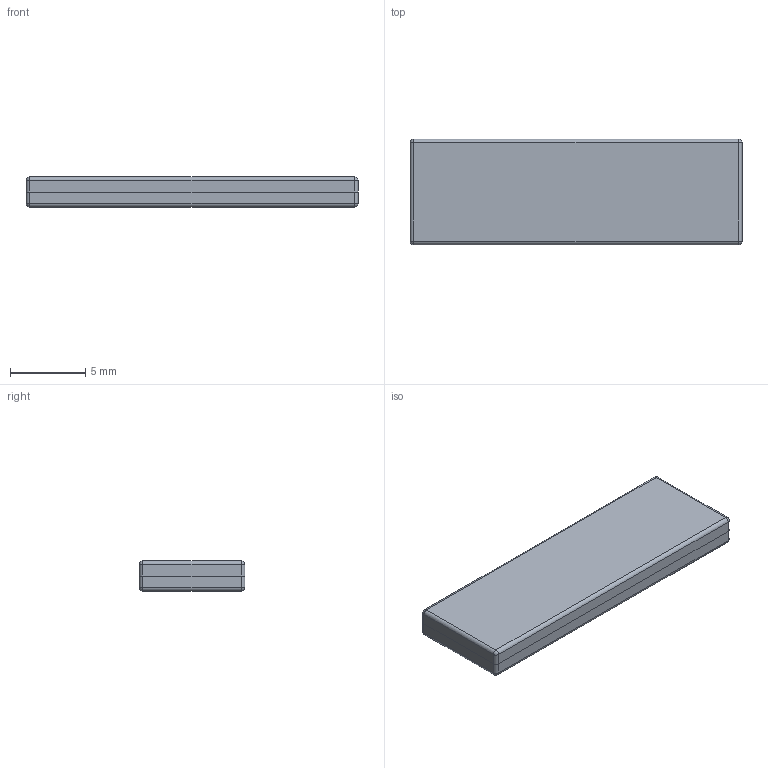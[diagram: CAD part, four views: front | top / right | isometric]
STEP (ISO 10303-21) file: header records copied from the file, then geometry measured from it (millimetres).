
FILE_DESCRIPTION(('FreeCAD Model'),'2;1');
FILE_NAME('Open CASCADE Shape Model','2023-08-09T16:04:30',(''),(''), 'Open CASCADE STEP processor 7.6','FreeCAD','Unknown');
FILE_SCHEMA(('AUTOMOTIVE_DESIGN { 1 0 10303 214 1 1 1 1 }'));
Length unit declared in the file: millimetre
Products named in the file (3): Batt_Sol_Anysolar_KXOB25; Cell; Cover
Assembly tree (2 placements, depth 2):
  Batt_Sol_Anysolar_KXOB25
    Cell
    Cover
Bounding box: 22 x 7 x 2 mm (x, y, z)
Volume: 306.4 mm3; surface area: 718.5 mm2
Topology: 2 solids, 2 shells, 36 faces, 80 edges, 40 vertices
Faces by surface type: cylinder 16, plane 12, sphere 8
Entity records: 1939 total; most frequent: CARTESIAN_POINT 331, DIRECTION 320, LINE 176, VECTOR 176, ORIENTED_EDGE 144, PCURVE 144, DEFINITIONAL_REPRESENTATION 144, EDGE_CURVE 72
